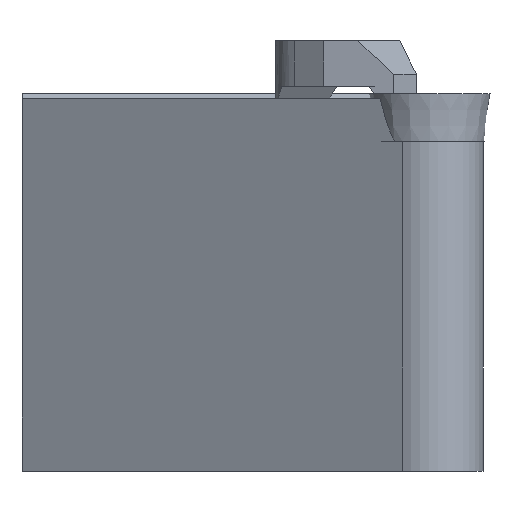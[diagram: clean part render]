
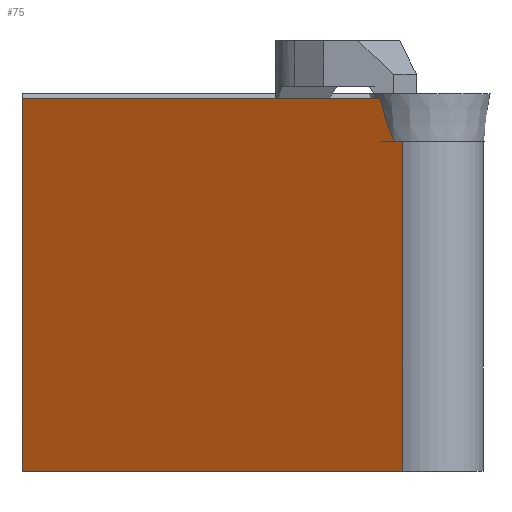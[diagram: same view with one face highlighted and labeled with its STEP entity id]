
A CAD part, left-side view. The second image highlights one B-rep face of the part: STEP entity #75.
In plain terms, the highlighted planar face has unit normal (-0.866, 0.5, 0).
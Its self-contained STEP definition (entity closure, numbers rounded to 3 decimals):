
#75=ADVANCED_FACE('',(#130),#105,.F.);
#105=PLANE('',#588);
#130=FACE_OUTER_BOUND('',#159,.T.);
#159=EDGE_LOOP('',(#312,#313,#314,#315,#316,#317));
#195=LINE('',#810,#251);
#196=LINE('',#829,#252);
#197=LINE('',#831,#253);
#198=LINE('',#833,#254);
#199=LINE('',#834,#255);
#251=VECTOR('',#644,1.);
#252=VECTOR('',#649,1.);
#253=VECTOR('',#650,1.);
#254=VECTOR('',#651,1.);
#255=VECTOR('',#652,1.);
#312=ORIENTED_EDGE('',*,*,#514,.F.);
#313=ORIENTED_EDGE('',*,*,#515,.F.);
#314=ORIENTED_EDGE('',*,*,#516,.F.);
#315=ORIENTED_EDGE('',*,*,#517,.F.);
#316=ORIENTED_EDGE('',*,*,#512,.T.);
#317=ORIENTED_EDGE('',*,*,#518,.F.);
#460=VERTEX_POINT('',#809);
#461=VERTEX_POINT('',#811);
#462=VERTEX_POINT('',#827);
#463=VERTEX_POINT('',#828);
#464=VERTEX_POINT('',#830);
#465=VERTEX_POINT('',#832);
#512=EDGE_CURVE('',#461,#460,#195,.T.);
#514=EDGE_CURVE('',#462,#463,#582,.T.);
#515=EDGE_CURVE('',#464,#462,#196,.T.);
#516=EDGE_CURVE('',#465,#464,#197,.T.);
#517=EDGE_CURVE('',#461,#465,#198,.T.);
#518=EDGE_CURVE('',#463,#460,#199,.T.);
#582=B_SPLINE_CURVE_WITH_KNOTS('',3,(#814,#815,#816,#817,#818,#819,#820,
#821,#822,#823,#824,#825,#826),.UNSPECIFIED.,.F.,.F.,(4,3,3,3,4),(0.,0.401,
0.674,0.86,1.),.UNSPECIFIED.);
#588=AXIS2_PLACEMENT_3D('',#835,#653,#654);
#644=DIRECTION('',(0.,0.,1.));
#649=DIRECTION('',(-0.5,-0.866,0.));
#650=DIRECTION('',(0.,0.,1.));
#651=DIRECTION('',(0.5,0.866,0.));
#652=DIRECTION('',(-0.5,-0.866,0.));
#653=DIRECTION('',(0.866,-0.5,0.));
#654=DIRECTION('',(0.5,0.866,0.));
#809=CARTESIAN_POINT('',(0.917,-25.22,-3.18));
#810=CARTESIAN_POINT('',(0.917,-25.22,-35.));
#811=CARTESIAN_POINT('',(0.917,-25.22,-25.));
#814=CARTESIAN_POINT('',(1.789,-23.711,-0.3));
#815=CARTESIAN_POINT('',(1.733,-23.808,-0.701));
#816=CARTESIAN_POINT('',(1.673,-23.912,-1.1));
#817=CARTESIAN_POINT('',(1.606,-24.028,-1.494));
#818=CARTESIAN_POINT('',(1.56,-24.107,-1.761));
#819=CARTESIAN_POINT('',(1.511,-24.191,-2.027));
#820=CARTESIAN_POINT('',(1.456,-24.287,-2.287));
#821=CARTESIAN_POINT('',(1.418,-24.352,-2.466));
#822=CARTESIAN_POINT('',(1.378,-24.423,-2.642));
#823=CARTESIAN_POINT('',(1.331,-24.503,-2.813));
#824=CARTESIAN_POINT('',(1.297,-24.562,-2.94));
#825=CARTESIAN_POINT('',(1.26,-24.627,-3.064));
#826=CARTESIAN_POINT('',(1.217,-24.702,-3.18));
#827=CARTESIAN_POINT('',(1.789,-23.711,-0.3));
#828=CARTESIAN_POINT('',(1.217,-24.702,-3.18));
#829=CARTESIAN_POINT('',(0.917,-25.22,-0.3));
#830=CARTESIAN_POINT('',(15.478,0.,-0.3));
#831=CARTESIAN_POINT('',(15.478,0.,-35.));
#832=CARTESIAN_POINT('',(15.478,0.,-25.));
#833=CARTESIAN_POINT('',(0.917,-25.22,-25.));
#834=CARTESIAN_POINT('',(0.917,-25.22,-3.18));
#835=CARTESIAN_POINT('',(0.917,-25.22,-35.));
